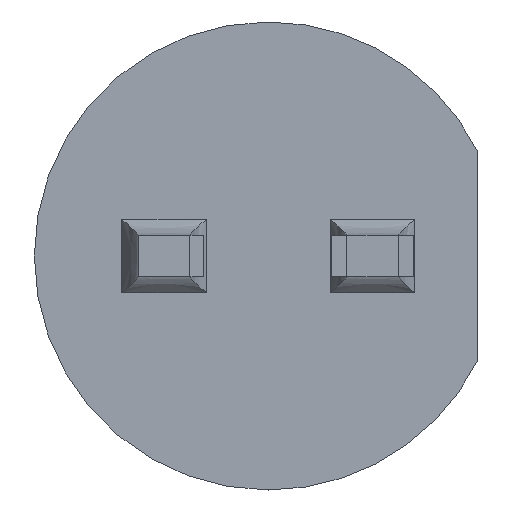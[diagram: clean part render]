
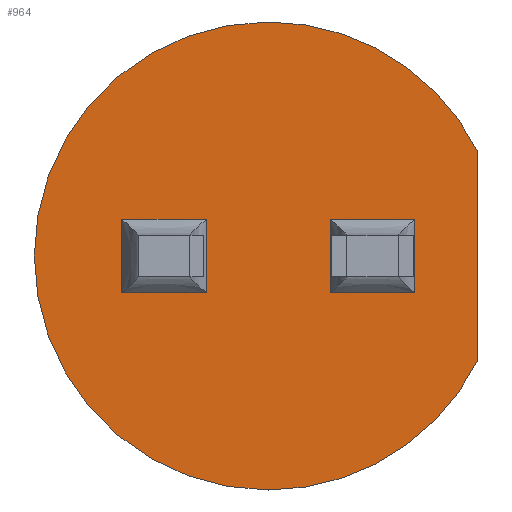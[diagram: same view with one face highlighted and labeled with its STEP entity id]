
A CAD part, front view. The second image highlights one B-rep face of the part: STEP entity #964.
In plain terms, the highlighted planar face has unit normal (0, -1, 0).
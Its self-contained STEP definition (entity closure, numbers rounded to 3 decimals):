
#34 = CIRCLE ( 'NONE', #453, 2.85 ) ;
#53 = DIRECTION ( 'NONE',  ( 0., 0., 1. ) ) ;
#128 = CARTESIAN_POINT ( 'NONE',  ( 2.55, 3.08, 0. ) ) ;
#156 = EDGE_CURVE ( 'NONE', #1526, #1435, #1554, .T. ) ;
#170 = VECTOR ( 'NONE', #1349, 1000. ) ;
#195 = CARTESIAN_POINT ( 'NONE',  ( 2.55, 3.08, -1.273 ) ) ;
#250 = CIRCLE ( 'NONE', #1154, 2.85 ) ;
#336 = CARTESIAN_POINT ( 'NONE',  ( 2.55, 3.08, 1.273 ) ) ;
#453 = AXIS2_PLACEMENT_3D ( 'NONE', #979, #615, #968 ) ;
#485 = VERTEX_POINT ( 'NONE', #1416 ) ;
#489 = AXIS2_PLACEMENT_3D ( 'NONE', #996, #1256, #517 ) ;
#517 = DIRECTION ( 'NONE',  ( 0., 0., -1. ) ) ;
#529 = PLANE ( 'NONE',  #489 ) ;
#615 = DIRECTION ( 'NONE',  ( 0., 1., 0. ) ) ;
#618 = ORIENTED_EDGE ( 'NONE', *, *, #1207, .T. ) ;
#762 = CARTESIAN_POINT ( 'NONE',  ( 0., 3.08, 0. ) ) ;
#826 = ORIENTED_EDGE ( 'NONE', *, *, #156, .F. ) ;
#830 = ORIENTED_EDGE ( 'NONE', *, *, #1399, .F. ) ;
#849 = LINE ( 'NONE', #128, #170 ) ;
#879 = DIRECTION ( 'NONE',  ( 0., 0., 1. ) ) ;
#943 = EDGE_CURVE ( 'NONE', #1435, #485, #250, .T. ) ;
#964 = ADVANCED_FACE ( 'NONE', ( #1313 ), #529, .T. ) ;
#968 = DIRECTION ( 'NONE',  ( 0., 0., 1. ) ) ;
#979 = CARTESIAN_POINT ( 'NONE',  ( 0., 3.08, 0. ) ) ;
#996 = CARTESIAN_POINT ( 'NONE',  ( 0., 3.08, 0. ) ) ;
#1064 = CARTESIAN_POINT ( 'NONE',  ( 0., 3.08, -2.85 ) ) ;
#1087 = CARTESIAN_POINT ( 'NONE',  ( 0., 3.08, 0. ) ) ;
#1154 = AXIS2_PLACEMENT_3D ( 'NONE', #762, #1364, #879 ) ;
#1207 = EDGE_CURVE ( 'NONE', #1526, #1442, #849, .T. ) ;
#1251 = AXIS2_PLACEMENT_3D ( 'NONE', #1087, #1525, #53 ) ;
#1256 = DIRECTION ( 'NONE',  ( 0., -1., 0. ) ) ;
#1313 = FACE_OUTER_BOUND ( 'NONE', #1530, .T. ) ;
#1349 = DIRECTION ( 'NONE',  ( 0., 0., 1. ) ) ;
#1353 = ORIENTED_EDGE ( 'NONE', *, *, #943, .F. ) ;
#1364 = DIRECTION ( 'NONE',  ( 0., 1., 0. ) ) ;
#1399 = EDGE_CURVE ( 'NONE', #485, #1442, #34, .T. ) ;
#1416 = CARTESIAN_POINT ( 'NONE',  ( 0., 3.08, 2.85 ) ) ;
#1435 = VERTEX_POINT ( 'NONE', #1064 ) ;
#1442 = VERTEX_POINT ( 'NONE', #336 ) ;
#1525 = DIRECTION ( 'NONE',  ( 0., 1., 0. ) ) ;
#1526 = VERTEX_POINT ( 'NONE', #195 ) ;
#1530 = EDGE_LOOP ( 'NONE', ( #826, #618, #830, #1353 ) ) ;
#1554 = CIRCLE ( 'NONE', #1251, 2.85 ) ;
